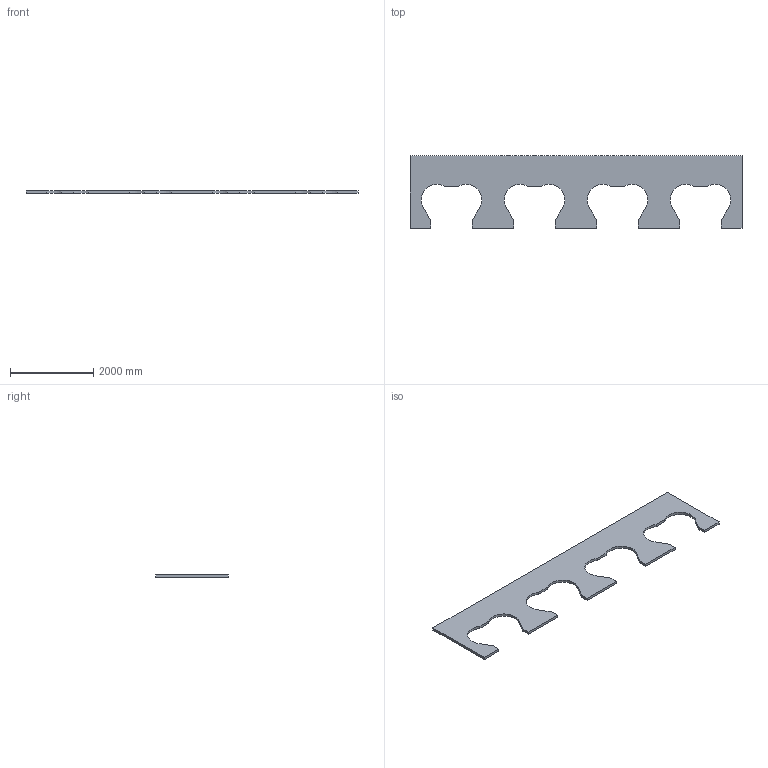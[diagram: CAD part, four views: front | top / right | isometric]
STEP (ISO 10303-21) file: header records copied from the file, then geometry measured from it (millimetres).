
FILE_DESCRIPTION(('produced by SPATIAL CORP'),'2;1');
FILE_NAME( 'coupon.step.hh.sat.stp','2002-04-22T10:03:09+00:00',('SPATIAL CORP'),('SPATIAL CORP'), 'ACIS STEP Husk','http://www.spatial.com','SPATIAL CORP');
FILE_SCHEMA(('CONFIG_CONTROL_DESIGN'));
Length unit declared in the file: millimetre
Products named in the file (1): PRODUCT_ID_1
Bounding box: 8000 x 1750 x 62.5 mm (x, y, z)
Volume: 553738695.2 mm3; surface area: 19539262 mm2
Topology: 1 solids, 1 shells, 46 faces, 132 edges, 88 vertices
Faces by surface type: plane 30, cylinder 16
Entity records: 1473 total; most frequent: ORIENTED_EDGE 264, CARTESIAN_POINT 242, DIRECTION 208, EDGE_CURVE 132, VECTOR 100, LINE 100, VERTEX_POINT 88, AXIS2_PLACEMENT_3D 54
